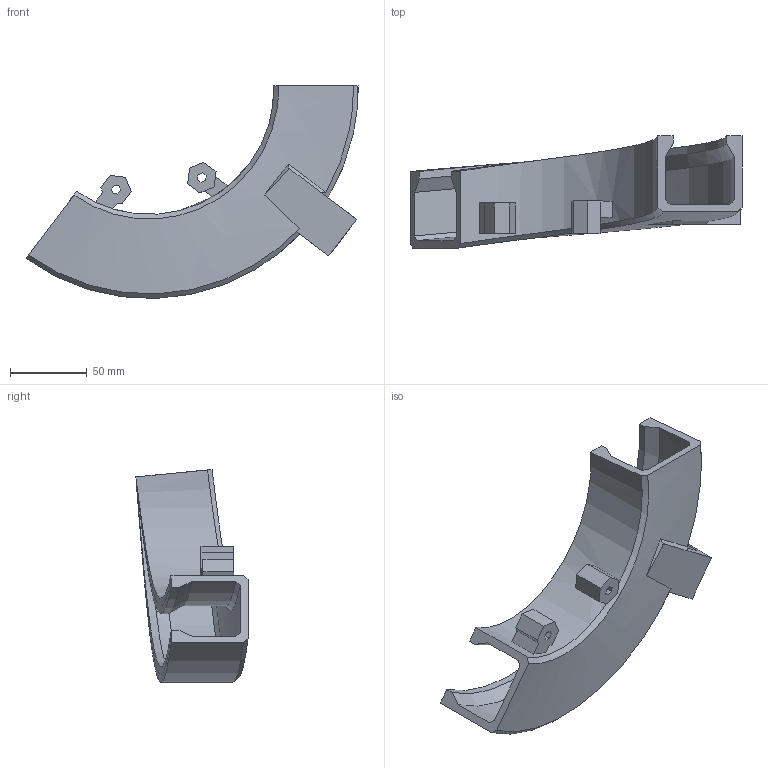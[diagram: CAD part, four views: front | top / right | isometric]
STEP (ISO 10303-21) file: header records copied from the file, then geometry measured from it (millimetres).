
FILE_DESCRIPTION (( 'STEP AP214' ), '1' );
FILE_NAME ('feeder spiral top.STEP', '2025-03-26T07:43:47', ( '' ), ( '' ), 'SwSTEP 2.0', 'SolidWorks 2024', '' );
FILE_SCHEMA (( 'AUTOMOTIVE_DESIGN' ));
Length unit declared in the file: millimetre
Products named in the file (1): feeder spiral top
Bounding box: 216.83 x 73.33 x 139.11 mm (x, y, z)
Volume: 218434.8 mm3; surface area: 82667.7 mm2
Topology: 1 solids, 1 shells, 92 faces, 257 edges, 171 vertices
Faces by surface type: plane 65, bspline 21, cylinder 5, cone 1
Entity records: 5310 total; most frequent: CARTESIAN_POINT 3186, ORIENTED_EDGE 514, DIRECTION 323, EDGE_CURVE 257, VERTEX_POINT 171, VECTOR 159, LINE 159, EDGE_LOOP 104
